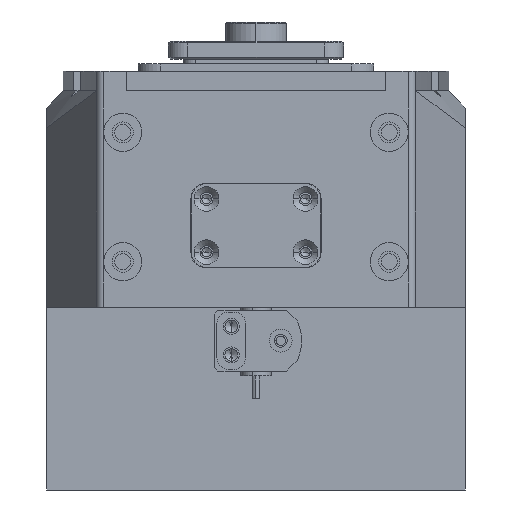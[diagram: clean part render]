
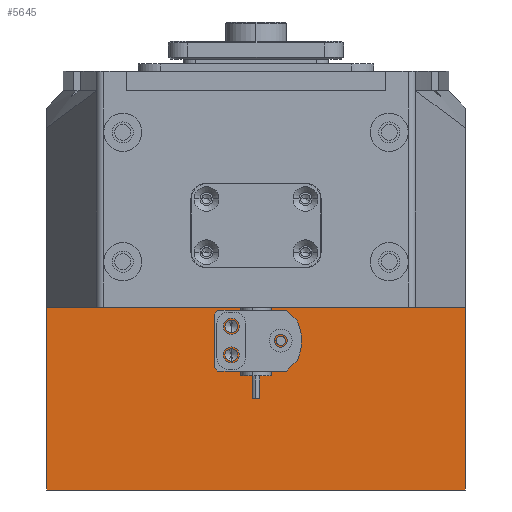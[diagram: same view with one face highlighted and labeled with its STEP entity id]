
A CAD part, left-side view. The second image highlights one B-rep face of the part: STEP entity #5645.
In plain terms, the highlighted planar face has unit normal (-1, 0, 0).
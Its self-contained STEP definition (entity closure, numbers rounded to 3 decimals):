
#1416 = CARTESIAN_POINT ( 'NONE',  ( -111.343, 16.014, 226.842 ) ) ;
#1421 = ORIENTED_EDGE ( 'NONE', *, *, #2087, .F. ) ;
#1739 = EDGE_CURVE ( 'NONE', #32327, #50728, #46079, .T. ) ;
#1991 = ORIENTED_EDGE ( 'NONE', *, *, #27092, .F. ) ;
#2087 = EDGE_CURVE ( 'NONE', #51190, #26597, #37959, .T. ) ;
#2131 = AXIS2_PLACEMENT_3D ( 'NONE', #17930, #29575, #5851 ) ;
#3994 = AXIS2_PLACEMENT_3D ( 'NONE', #19134, #23138, #39622 ) ;
#4277 = DIRECTION ( 'NONE',  ( -1., 0., 0. ) ) ;
#4426 = DIRECTION ( 'NONE',  ( 0., 0., 1. ) ) ;
#5343 = EDGE_CURVE ( 'NONE', #27446, #19314, #38418, .T. ) ;
#5473 = CARTESIAN_POINT ( 'NONE',  ( -111.343, 16.014, 217.692 ) ) ;
#5645 = ADVANCED_FACE ( 'NONE', ( #38373, #14814, #27848, #47694 ), #35047, .T. ) ;
#5851 = DIRECTION ( 'NONE',  ( 0., 0., 1. ) ) ;
#6446 = VECTOR ( 'NONE', #34419, 1000. ) ;
#6879 = CARTESIAN_POINT ( 'NONE',  ( -111.343, 9.514, 183.842 ) ) ;
#7763 = EDGE_LOOP ( 'NONE', ( #42080, #8831 ) ) ;
#8114 = DIRECTION ( 'NONE',  ( 0., 0., 1. ) ) ;
#8607 = AXIS2_PLACEMENT_3D ( 'NONE', #19645, #15492, #31256 ) ;
#8831 = ORIENTED_EDGE ( 'NONE', *, *, #5343, .F. ) ;
#9863 = VERTEX_POINT ( 'NONE', #43015 ) ;
#11409 = DIRECTION ( 'NONE',  ( -1., 0., 0. ) ) ;
#11433 = CIRCLE ( 'NONE', #32644, 1.65 ) ;
#11689 = ORIENTED_EDGE ( 'NONE', *, *, #1739, .F. ) ;
#11746 = DIRECTION ( 'NONE',  ( 0., 0., -1. ) ) ;
#11938 = EDGE_CURVE ( 'NONE', #50728, #32327, #32547, .T. ) ;
#12493 = VECTOR ( 'NONE', #4426, 1000. ) ;
#12561 = CARTESIAN_POINT ( 'NONE',  ( -111.343, 64.514, 183.842 ) ) ;
#12583 = CARTESIAN_POINT ( 'NONE',  ( -111.343, 16.014, 219.342 ) ) ;
#13619 = CARTESIAN_POINT ( 'NONE',  ( -111.343, 16.014, 225.192 ) ) ;
#14390 = CARTESIAN_POINT ( 'NONE',  ( -111.343, 3.014, 224.292 ) ) ;
#14443 = AXIS2_PLACEMENT_3D ( 'NONE', #43660, #11409, #8114 ) ;
#14814 = FACE_BOUND ( 'NONE', #7763, .T. ) ;
#15492 = DIRECTION ( 'NONE',  ( -1., 0., 0. ) ) ;
#15851 = DIRECTION ( 'NONE',  ( 0., -1., 0. ) ) ;
#16048 = DIRECTION ( 'NONE',  ( 0., 0., 1. ) ) ;
#16125 = ORIENTED_EDGE ( 'NONE', *, *, #47597, .F. ) ;
#16510 = DIRECTION ( 'NONE',  ( 0., 1., 0. ) ) ;
#17930 = CARTESIAN_POINT ( 'NONE',  ( -111.343, 16.014, 219.342 ) ) ;
#19134 = CARTESIAN_POINT ( 'NONE',  ( -111.343, 3.014, 223.042 ) ) ;
#19314 = VERTEX_POINT ( 'NONE', #19977 ) ;
#19336 = CARTESIAN_POINT ( 'NONE',  ( -111.343, -45.486, 183.842 ) ) ;
#19374 = AXIS2_PLACEMENT_3D ( 'NONE', #23277, #35738, #15851 ) ;
#19459 = VERTEX_POINT ( 'NONE', #32588 ) ;
#19645 = CARTESIAN_POINT ( 'NONE',  ( -111.343, 16.014, 226.842 ) ) ;
#19977 = CARTESIAN_POINT ( 'NONE',  ( -111.343, 16.014, 220.992 ) ) ;
#21073 = VECTOR ( 'NONE', #11746, 1000. ) ;
#21789 = CARTESIAN_POINT ( 'NONE',  ( -111.343, 3.014, 221.792 ) ) ;
#23138 = DIRECTION ( 'NONE',  ( -1., 0., 0. ) ) ;
#23277 = CARTESIAN_POINT ( 'NONE',  ( -111.343, 79.009, 231.842 ) ) ;
#23759 = EDGE_CURVE ( 'NONE', #19459, #9863, #38405, .T. ) ;
#24443 = LINE ( 'NONE', #6879, #6446 ) ;
#24628 = EDGE_LOOP ( 'NONE', ( #16125, #1421 ) ) ;
#26503 = CARTESIAN_POINT ( 'NONE',  ( -111.343, 16.014, 228.492 ) ) ;
#26597 = VERTEX_POINT ( 'NONE', #14390 ) ;
#27092 = EDGE_CURVE ( 'NONE', #9863, #28081, #24443, .T. ) ;
#27228 = EDGE_CURVE ( 'NONE', #19314, #27446, #11433, .T. ) ;
#27446 = VERTEX_POINT ( 'NONE', #5473 ) ;
#27848 = FACE_BOUND ( 'NONE', #24628, .T. ) ;
#28005 = LINE ( 'NONE', #12561, #12493 ) ;
#28081 = VERTEX_POINT ( 'NONE', #47120 ) ;
#28175 = ORIENTED_EDGE ( 'NONE', *, *, #30174, .F. ) ;
#28638 = CARTESIAN_POINT ( 'NONE',  ( -111.343, 79.009, 231.842 ) ) ;
#29575 = DIRECTION ( 'NONE',  ( -1., 0., 0. ) ) ;
#30174 = EDGE_CURVE ( 'NONE', #28081, #30545, #28005, .T. ) ;
#30545 = VERTEX_POINT ( 'NONE', #48363 ) ;
#31256 = DIRECTION ( 'NONE',  ( 0., 0., 1. ) ) ;
#32327 = VERTEX_POINT ( 'NONE', #13619 ) ;
#32547 = CIRCLE ( 'NONE', #8607, 1.65 ) ;
#32588 = CARTESIAN_POINT ( 'NONE',  ( -111.343, -45.486, 231.842 ) ) ;
#32644 = AXIS2_PLACEMENT_3D ( 'NONE', #12583, #4277, #16048 ) ;
#34219 = ORIENTED_EDGE ( 'NONE', *, *, #45007, .T. ) ;
#34419 = DIRECTION ( 'NONE',  ( 0., 1., 0. ) ) ;
#35047 = PLANE ( 'NONE',  #19374 ) ;
#35738 = DIRECTION ( 'NONE',  ( -1., 0., 0. ) ) ;
#36453 = EDGE_LOOP ( 'NONE', ( #1991, #45545, #34219, #28175 ) ) ;
#36628 = CIRCLE ( 'NONE', #3994, 1.25 ) ;
#36683 = VECTOR ( 'NONE', #16510, 1000. ) ;
#36896 = DIRECTION ( 'NONE',  ( 0., 0., 1. ) ) ;
#37959 = CIRCLE ( 'NONE', #14443, 1.25 ) ;
#38373 = FACE_BOUND ( 'NONE', #46102, .T. ) ;
#38405 = LINE ( 'NONE', #19336, #21073 ) ;
#38418 = CIRCLE ( 'NONE', #2131, 1.65 ) ;
#39622 = DIRECTION ( 'NONE',  ( 0., 0., 1. ) ) ;
#42080 = ORIENTED_EDGE ( 'NONE', *, *, #27228, .F. ) ;
#42760 = ORIENTED_EDGE ( 'NONE', *, *, #11938, .F. ) ;
#43015 = CARTESIAN_POINT ( 'NONE',  ( -111.343, -45.486, 183.842 ) ) ;
#43660 = CARTESIAN_POINT ( 'NONE',  ( -111.343, 3.014, 223.042 ) ) ;
#44561 = DIRECTION ( 'NONE',  ( -1., 0., 0. ) ) ;
#44665 = AXIS2_PLACEMENT_3D ( 'NONE', #1416, #44561, #36896 ) ;
#45007 = EDGE_CURVE ( 'NONE', #19459, #30545, #47236, .T. ) ;
#45545 = ORIENTED_EDGE ( 'NONE', *, *, #23759, .F. ) ;
#46079 = CIRCLE ( 'NONE', #44665, 1.65 ) ;
#46102 = EDGE_LOOP ( 'NONE', ( #42760, #11689 ) ) ;
#47120 = CARTESIAN_POINT ( 'NONE',  ( -111.343, 64.514, 183.842 ) ) ;
#47236 = LINE ( 'NONE', #28638, #36683 ) ;
#47597 = EDGE_CURVE ( 'NONE', #26597, #51190, #36628, .T. ) ;
#47694 = FACE_OUTER_BOUND ( 'NONE', #36453, .T. ) ;
#48363 = CARTESIAN_POINT ( 'NONE',  ( -111.343, 64.514, 231.842 ) ) ;
#50728 = VERTEX_POINT ( 'NONE', #26503 ) ;
#51190 = VERTEX_POINT ( 'NONE', #21789 ) ;
